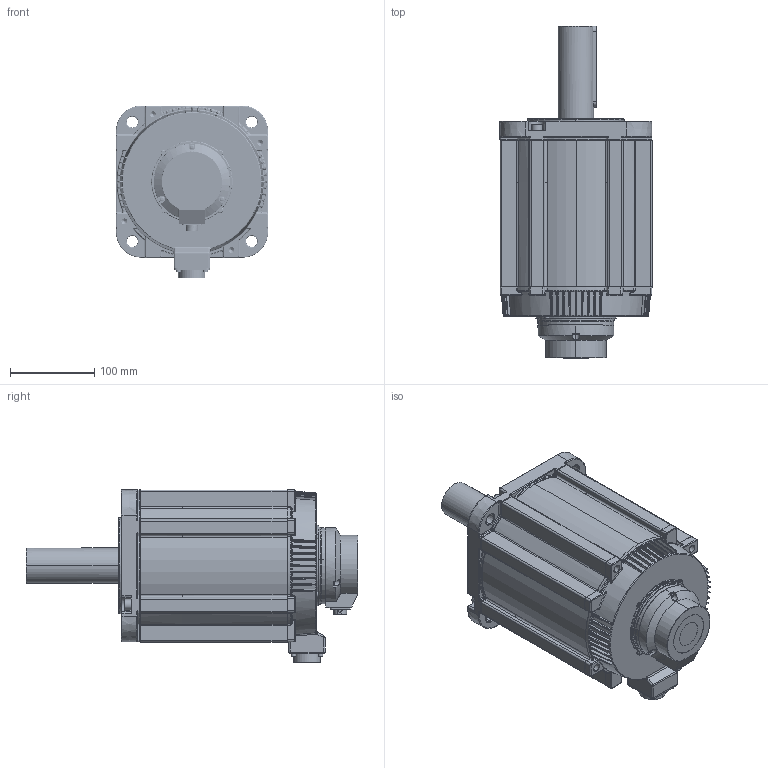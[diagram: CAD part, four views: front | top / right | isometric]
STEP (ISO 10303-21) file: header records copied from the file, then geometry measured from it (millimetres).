
FILE_DESCRIPTION((''),'2;1');
FILE_NAME('5500','2023-06-29T18:33:42',('ms28071'),(''),'CREO PARAMETRIC BY PTC INC, 2018100','CREO PARAMETRIC BY PTC INC, 2018100','');
FILE_SCHEMA(('CONFIG_CONTROL_DESIGN'));
Length unit declared in the file: millimetre
Products named in the file (1): 5500
Bounding box: 180.35 x 393.4 x 204.6 mm (x, y, z)
Surface area: 936261.3 mm2 (no closed solid volume)
Topology: 0 solids, 88 shells, 4916 faces, 13356 edges, 8347 vertices
Faces by surface type: cylinder 1902, plane 1635, bspline 432, torus 378, cone 289, sphere 280
Entity records: 178485 total; most frequent: CARTESIAN_POINT 59130, ORIENTED_EDGE 25856, DIRECTION 24223, EDGE_CURVE 12998, AXIS2_PLACEMENT_3D 9419, VERTEX_POINT 8347, VECTOR 5385, LINE 5385
